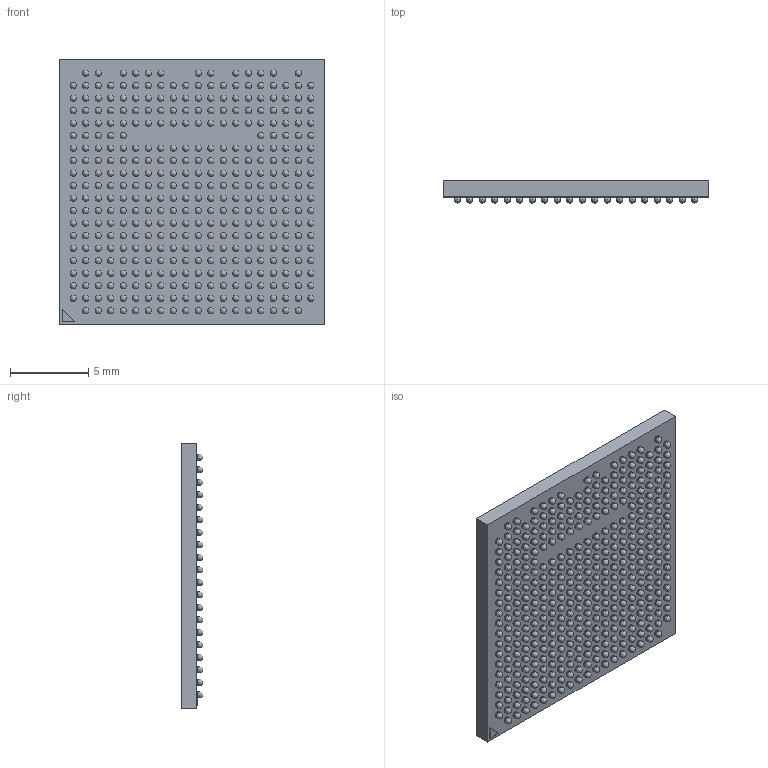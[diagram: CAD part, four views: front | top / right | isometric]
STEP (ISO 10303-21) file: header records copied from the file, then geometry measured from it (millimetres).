
FILE_DESCRIPTION(/* description */ (''),/* implementation_level */ '2;1');
FILE_NAME(/* name */ 'BGA381 (1).step',/* time_stamp */ '2022-04-26T23:37:49+02:00',/* author */ (''),/* organization */ (''),/* preprocessor_version */ 'ST-DEVELOPER v18.1',/* originating_system */ 'Autodesk Translation Framework v10.10.0.1391',/* authorisation */ '');
FILE_SCHEMA (('AUTOMOTIVE_DESIGN { 1 0 10303 214 3 1 1 }'));
Length unit declared in the file: millimetre
Products named in the file (4): BGA381 (1); BGA381; Solder pads; Sn balls
Assembly tree (3 placements, depth 2):
  BGA381 (1)
    BGA381
    Solder pads
    Sn balls
Bounding box: 17 x 1.38 x 17 mm (x, y, z)
Volume: 302.8 mm3; surface area: 952 mm2
Topology: 764 solids, 764 shells, 1537 faces, 2310 edges, 1540 vertices
Faces by surface type: plane 774, cylinder 382, sphere 381
Full cylindrical faces by diameter (mm): 0.4 x381, 2 x1
Entity records: 29796 total; most frequent: DIRECTION 5781, CARTESIAN_POINT 4632, ORIENTED_EDGE 3096, AXIS2_PLACEMENT_3D 2689, EDGE_CURVE 1548, VERTEX_POINT 1540, EDGE_LOOP 1538, FACE_OUTER_BOUND 1537
